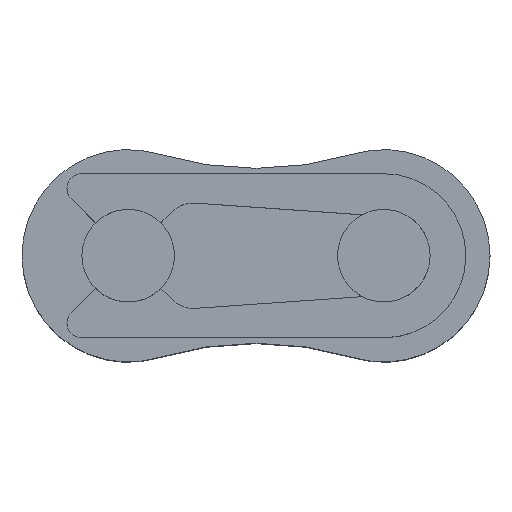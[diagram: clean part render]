
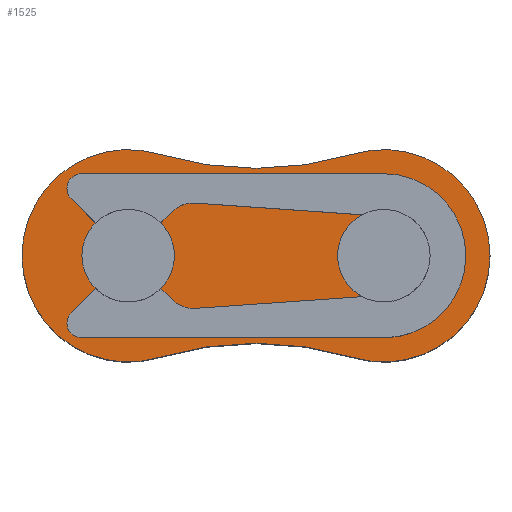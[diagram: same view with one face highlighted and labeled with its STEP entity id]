
A CAD part, top view. The second image highlights one B-rep face of the part: STEP entity #1525.
In plain terms, the highlighted planar face has unit normal (0, 0, 1).
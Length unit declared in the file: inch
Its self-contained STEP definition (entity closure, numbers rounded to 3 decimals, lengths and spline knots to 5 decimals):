
#37 = VERTEX_POINT ( 'NONE', #821 ) ;
#38 = DIRECTION ( 'NONE',  ( 1., 0., 0. ) ) ;
#62 = DIRECTION ( 'NONE',  ( 0., 0., 1. ) ) ;
#65 = DIRECTION ( 'NONE',  ( 0., 0., 1. ) ) ;
#72 = AXIS2_PLACEMENT_3D ( 'NONE', #1251, #62, #437 ) ;
#89 = DIRECTION ( 'NONE',  ( 0., 0., 1. ) ) ;
#96 = CARTESIAN_POINT ( 'NONE',  ( -0.02977, 0.09948, 0.249 ) ) ;
#101 = FACE_BOUND ( 'NONE', #377, .T. ) ;
#115 = CARTESIAN_POINT ( 'NONE',  ( -0.25, 0., 0.249 ) ) ;
#122 = DIRECTION ( 'NONE',  ( 0., 0., 1. ) ) ;
#123 = DIRECTION ( 'NONE',  ( 1., 0., 0. ) ) ;
#167 = CARTESIAN_POINT ( 'NONE',  ( -0.02977, -0.09948, 0.249 ) ) ;
#184 = ORIENTED_EDGE ( 'NONE', *, *, #1061, .T. ) ;
#217 = DIRECTION ( 'NONE',  ( 1., 0., 0. ) ) ;
#268 = CIRCLE ( 'NONE', #1349, 0.10384 ) ;
#301 = ORIENTED_EDGE ( 'NONE', *, *, #952, .F. ) ;
#320 = CIRCLE ( 'NONE', #888, 0.10384 ) ;
#350 = VERTEX_POINT ( 'NONE', #797 ) ;
#364 = DIRECTION ( 'NONE',  ( 1., 0., 0. ) ) ;
#376 = DIRECTION ( 'NONE',  ( 1., 0., 0. ) ) ;
#377 = EDGE_LOOP ( 'NONE', ( #1336, #1140 ) ) ;
#387 = CARTESIAN_POINT ( 'NONE',  ( -0.125, -0.41777, 0.249 ) ) ;
#437 = DIRECTION ( 'NONE',  ( 1., 0., 0. ) ) ;
#450 = CARTESIAN_POINT ( 'NONE',  ( -0.28846, 0., 0.249 ) ) ;
#501 = CARTESIAN_POINT ( 'NONE',  ( 0., 0., 0.249 ) ) ;
#506 = VERTEX_POINT ( 'NONE', #604 ) ;
#539 = EDGE_CURVE ( 'NONE', #975, #350, #1074, .T. ) ;
#540 = VERTEX_POINT ( 'NONE', #450 ) ;
#561 = EDGE_CURVE ( 'NONE', #1118, #722, #1126, .T. ) ;
#604 = CARTESIAN_POINT ( 'NONE',  ( 0.03846, 0., 0.249 ) ) ;
#633 = EDGE_LOOP ( 'NONE', ( #1217, #1258, #992, #1253, #184 ) ) ;
#643 = CIRCLE ( 'NONE', #72, 0.03846 ) ;
#648 = DIRECTION ( 'NONE',  ( -1., 0., 0. ) ) ;
#670 = AXIS2_PLACEMENT_3D ( 'NONE', #766, #785, #376 ) ;
#682 = EDGE_CURVE ( 'NONE', #722, #1590, #268, .T. ) ;
#702 = EDGE_CURVE ( 'NONE', #1150, #540, #1712, .T. ) ;
#706 = DIRECTION ( 'NONE',  ( 1., 0., 0. ) ) ;
#712 = EDGE_CURVE ( 'NONE', #37, #506, #1129, .T. ) ;
#722 = VERTEX_POINT ( 'NONE', #1284 ) ;
#743 = DIRECTION ( 'NONE',  ( 0., 0., -1. ) ) ;
#762 = EDGE_LOOP ( 'NONE', ( #301, #889 ) ) ;
#764 = DIRECTION ( 'NONE',  ( 0., 0., 1. ) ) ;
#766 = CARTESIAN_POINT ( 'NONE',  ( -0.0625, 0.20889, 0.249 ) ) ;
#779 = DIRECTION ( 'NONE',  ( 1., 0., 0. ) ) ;
#785 = DIRECTION ( 'NONE',  ( 0., 0., -1. ) ) ;
#797 = CARTESIAN_POINT ( 'NONE',  ( 0.10384, 0., 0.249 ) ) ;
#821 = CARTESIAN_POINT ( 'NONE',  ( -0.03846, 0., 0.249 ) ) ;
#888 = AXIS2_PLACEMENT_3D ( 'NONE', #1440, #122, #779 ) ;
#889 = ORIENTED_EDGE ( 'NONE', *, *, #702, .F. ) ;
#914 = CARTESIAN_POINT ( 'NONE',  ( -0.21154, 0., 0.249 ) ) ;
#916 = DIRECTION ( 'NONE',  ( 0., 0., 1. ) ) ;
#952 = EDGE_CURVE ( 'NONE', #540, #1150, #643, .T. ) ;
#973 = DIRECTION ( 'NONE',  ( 1., 0., 0. ) ) ;
#975 = VERTEX_POINT ( 'NONE', #167 ) ;
#981 = EDGE_CURVE ( 'NONE', #506, #37, #1651, .T. ) ;
#992 = ORIENTED_EDGE ( 'NONE', *, *, #1549, .T. ) ;
#1044 = AXIS2_PLACEMENT_3D ( 'NONE', #1388, #743, #706 ) ;
#1049 = AXIS2_PLACEMENT_3D ( 'NONE', #1312, #89, #123 ) ;
#1061 = EDGE_CURVE ( 'NONE', #350, #1118, #320, .T. ) ;
#1074 = CIRCLE ( 'NONE', #1433, 0.10384 ) ;
#1100 = DIRECTION ( 'NONE',  ( 0., 0., 1. ) ) ;
#1118 = VERTEX_POINT ( 'NONE', #96 ) ;
#1126 = CIRCLE ( 'NONE', #1044, 0.33223 ) ;
#1129 = CIRCLE ( 'NONE', #1404, 0.03846 ) ;
#1140 = ORIENTED_EDGE ( 'NONE', *, *, #981, .F. ) ;
#1150 = VERTEX_POINT ( 'NONE', #914 ) ;
#1161 = FACE_OUTER_BOUND ( 'NONE', #633, .T. ) ;
#1170 = DIRECTION ( 'NONE',  ( 0., 0., -1. ) ) ;
#1217 = ORIENTED_EDGE ( 'NONE', *, *, #561, .T. ) ;
#1234 = CARTESIAN_POINT ( 'NONE',  ( 0., 0., 0.249 ) ) ;
#1251 = CARTESIAN_POINT ( 'NONE',  ( -0.25, 0., 0.249 ) ) ;
#1253 = ORIENTED_EDGE ( 'NONE', *, *, #539, .T. ) ;
#1254 = CARTESIAN_POINT ( 'NONE',  ( 0., 0., 0.249 ) ) ;
#1258 = ORIENTED_EDGE ( 'NONE', *, *, #682, .T. ) ;
#1269 = CIRCLE ( 'NONE', #1489, 0.33223 ) ;
#1284 = CARTESIAN_POINT ( 'NONE',  ( -0.22023, 0.09948, 0.249 ) ) ;
#1312 = CARTESIAN_POINT ( 'NONE',  ( -0.25, 0., 0.249 ) ) ;
#1336 = ORIENTED_EDGE ( 'NONE', *, *, #712, .F. ) ;
#1349 = AXIS2_PLACEMENT_3D ( 'NONE', #115, #916, #217 ) ;
#1388 = CARTESIAN_POINT ( 'NONE',  ( -0.125, 0.41777, 0.249 ) ) ;
#1404 = AXIS2_PLACEMENT_3D ( 'NONE', #501, #764, #364 ) ;
#1433 = AXIS2_PLACEMENT_3D ( 'NONE', #1254, #65, #38 ) ;
#1440 = CARTESIAN_POINT ( 'NONE',  ( 0., 0., 0.249 ) ) ;
#1462 = PLANE ( 'NONE',  #670 ) ;
#1489 = AXIS2_PLACEMENT_3D ( 'NONE', #387, #1170, #648 ) ;
#1525 = ADVANCED_FACE ( 'NONE', ( #1161, #101, #1698 ), #1462, .F. ) ;
#1549 = EDGE_CURVE ( 'NONE', #1590, #975, #1269, .T. ) ;
#1584 = CARTESIAN_POINT ( 'NONE',  ( -0.22023, -0.09948, 0.249 ) ) ;
#1590 = VERTEX_POINT ( 'NONE', #1584 ) ;
#1599 = AXIS2_PLACEMENT_3D ( 'NONE', #1234, #1100, #973 ) ;
#1651 = CIRCLE ( 'NONE', #1599, 0.03846 ) ;
#1698 = FACE_BOUND ( 'NONE', #762, .T. ) ;
#1712 = CIRCLE ( 'NONE', #1049, 0.03846 ) ;
